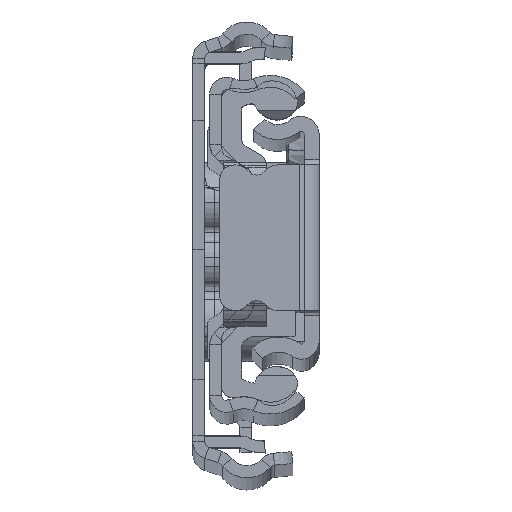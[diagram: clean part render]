
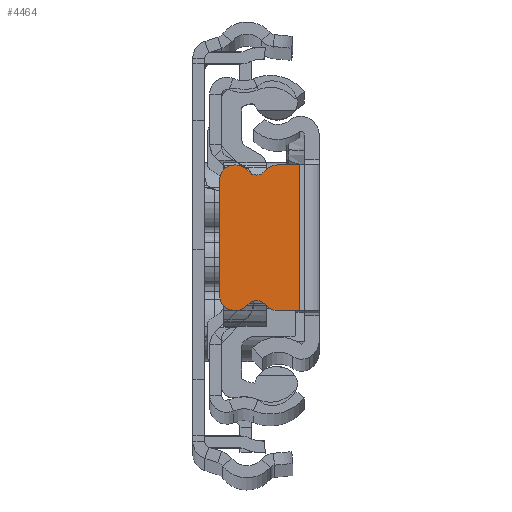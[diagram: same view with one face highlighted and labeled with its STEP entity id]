
A CAD part, top view. The second image highlights one B-rep face of the part: STEP entity #4464.
In plain terms, the highlighted planar face has unit normal (0, 0, 1).
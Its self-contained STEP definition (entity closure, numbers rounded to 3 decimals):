
#177 = DIRECTION ( 'NONE',  ( -1., 0., 0. ) ) ;
#849 = ORIENTED_EDGE ( 'NONE', *, *, #7052, .F. ) ;
#1050 = CARTESIAN_POINT ( 'NONE',  ( 0., -7.3, 0. ) ) ;
#1052 = CIRCLE ( 'NONE', #8157, 1.5 ) ;
#1350 = EDGE_CURVE ( 'NONE', #8697, #15407, #14754, .T. ) ;
#1666 = CARTESIAN_POINT ( 'NONE',  ( -5.413, -6.706, 0. ) ) ;
#1734 = DIRECTION ( 'NONE',  ( 0., 0., 1. ) ) ;
#1933 = CARTESIAN_POINT ( 'NONE',  ( -8.362, 5.8, 0. ) ) ;
#2066 = EDGE_CURVE ( 'NONE', #20502, #11456, #10979, .T. ) ;
#2166 = ORIENTED_EDGE ( 'NONE', *, *, #19064, .T. ) ;
#2373 = CARTESIAN_POINT ( 'NONE',  ( -8.5, 7.3, 0. ) ) ;
#2387 = DIRECTION ( 'NONE',  ( 0., -1., 0. ) ) ;
#2445 = CIRCLE ( 'NONE', #17512, 1.5 ) ;
#2773 = DIRECTION ( 'NONE',  ( -1., 0., 0. ) ) ;
#2818 = DIRECTION ( 'NONE',  ( 0., 0., 1. ) ) ;
#2820 = CIRCLE ( 'NONE', #17493, 1.1 ) ;
#2857 = CARTESIAN_POINT ( 'NONE',  ( -8.5, -7.3, 0. ) ) ;
#2880 = ORIENTED_EDGE ( 'NONE', *, *, #24244, .T. ) ;
#2888 = AXIS2_PLACEMENT_3D ( 'NONE', #4783, #2818, #10816 ) ;
#3341 = CARTESIAN_POINT ( 'NONE',  ( 0., 7.3, 0. ) ) ;
#3630 = DIRECTION ( 'NONE',  ( 0., 0., 1. ) ) ;
#3753 = CIRCLE ( 'NONE', #2888, 1.5 ) ;
#3797 = DIRECTION ( 'NONE',  ( -1., 0., 0. ) ) ;
#4055 = DIRECTION ( 'NONE',  ( -1., 0., 0. ) ) ;
#4170 = VECTOR ( 'NONE', #2773, 1000. ) ;
#4218 = DIRECTION ( 'NONE',  ( 1., 0., 0. ) ) ;
#4356 = CARTESIAN_POINT ( 'NONE',  ( -6.29, -7.37, 0. ) ) ;
#4464 = ADVANCED_FACE ( 'NONE', ( #24087 ), #14028, .F. ) ;
#4578 = CARTESIAN_POINT ( 'NONE',  ( -8.362, -5.8, 0. ) ) ;
#4783 = CARTESIAN_POINT ( 'NONE',  ( -8.5, -5.8, 0. ) ) ;
#5091 = ORIENTED_EDGE ( 'NONE', *, *, #2066, .T. ) ;
#5333 = CARTESIAN_POINT ( 'NONE',  ( -2., -7.3, 0. ) ) ;
#5883 = CARTESIAN_POINT ( 'NONE',  ( -4.218, 5.8, 0. ) ) ;
#5922 = EDGE_CURVE ( 'NONE', #12257, #10171, #1052, .T. ) ;
#6047 = AXIS2_PLACEMENT_3D ( 'NONE', #14332, #22458, #10283 ) ;
#6156 = CARTESIAN_POINT ( 'NONE',  ( 0., 0., 0. ) ) ;
#6174 = CARTESIAN_POINT ( 'NONE',  ( -7.167, 6.706, 0. ) ) ;
#6188 = CARTESIAN_POINT ( 'NONE',  ( 0., 7.3, 0. ) ) ;
#6224 = ORIENTED_EDGE ( 'NONE', *, *, #12054, .T. ) ;
#6492 = CIRCLE ( 'NONE', #14835, 1.5 ) ;
#7052 = EDGE_CURVE ( 'NONE', #14822, #11808, #2820, .T. ) ;
#7102 = VERTEX_POINT ( 'NONE', #10379 ) ;
#7567 = EDGE_CURVE ( 'NONE', #7102, #11808, #2445, .T. ) ;
#7777 = CARTESIAN_POINT ( 'NONE',  ( 0., -7.3, 0. ) ) ;
#8042 = VECTOR ( 'NONE', #9006, 1000. ) ;
#8155 = LINE ( 'NONE', #6188, #4170 ) ;
#8157 = AXIS2_PLACEMENT_3D ( 'NONE', #5883, #10074, #3797 ) ;
#8697 = VERTEX_POINT ( 'NONE', #6174 ) ;
#8808 = VERTEX_POINT ( 'NONE', #2373 ) ;
#8956 = VERTEX_POINT ( 'NONE', #25674 ) ;
#9006 = DIRECTION ( 'NONE',  ( 1., 0., 0. ) ) ;
#9100 = CARTESIAN_POINT ( 'NONE',  ( -2., -7.3, 0. ) ) ;
#9471 = VERTEX_POINT ( 'NONE', #11358 ) ;
#9660 = ORIENTED_EDGE ( 'NONE', *, *, #17116, .T. ) ;
#9792 = VECTOR ( 'NONE', #2387, 1000. ) ;
#10074 = DIRECTION ( 'NONE',  ( 0., 0., 1. ) ) ;
#10171 = VERTEX_POINT ( 'NONE', #20652 ) ;
#10283 = DIRECTION ( 'NONE',  ( 1., 0., 0. ) ) ;
#10379 = CARTESIAN_POINT ( 'NONE',  ( -8.362, -7.3, 0. ) ) ;
#10567 = DIRECTION ( 'NONE',  ( 0., -1., 0. ) ) ;
#10757 = DIRECTION ( 'NONE',  ( 0., 0., 1. ) ) ;
#10816 = DIRECTION ( 'NONE',  ( -1., 0., 0. ) ) ;
#10979 = LINE ( 'NONE', #1050, #8042 ) ;
#11257 = VECTOR ( 'NONE', #10567, 1000. ) ;
#11358 = CARTESIAN_POINT ( 'NONE',  ( -10., 5.8, 0. ) ) ;
#11452 = ORIENTED_EDGE ( 'NONE', *, *, #1350, .T. ) ;
#11456 = VERTEX_POINT ( 'NONE', #5333 ) ;
#11787 = DIRECTION ( 'NONE',  ( 0., 0., -1. ) ) ;
#11808 = VERTEX_POINT ( 'NONE', #20734 ) ;
#11834 = LINE ( 'NONE', #12077, #9792 ) ;
#12054 = EDGE_CURVE ( 'NONE', #15407, #8808, #8155, .T. ) ;
#12077 = CARTESIAN_POINT ( 'NONE',  ( -10., 0., 0. ) ) ;
#12257 = VERTEX_POINT ( 'NONE', #25416 ) ;
#12260 = EDGE_LOOP ( 'NONE', ( #6224, #16333, #2166, #9660, #2880, #18347, #849, #12798, #5091, #16206, #21749, #22489, #13381, #11452 ) ) ;
#12674 = AXIS2_PLACEMENT_3D ( 'NONE', #6156, #11787, #4055 ) ;
#12798 = ORIENTED_EDGE ( 'NONE', *, *, #19863, .T. ) ;
#13027 = CARTESIAN_POINT ( 'NONE',  ( -10., -5.8, 0. ) ) ;
#13381 = ORIENTED_EDGE ( 'NONE', *, *, #19656, .F. ) ;
#13790 = VECTOR ( 'NONE', #4218, 1000. ) ;
#14028 = PLANE ( 'NONE',  #12674 ) ;
#14159 = DIRECTION ( 'NONE',  ( 0., 0., 1. ) ) ;
#14332 = CARTESIAN_POINT ( 'NONE',  ( -6.29, 7.37, 0. ) ) ;
#14670 = DIRECTION ( 'NONE',  ( -1., 0., 0. ) ) ;
#14754 = CIRCLE ( 'NONE', #22712, 1.5 ) ;
#14822 = VERTEX_POINT ( 'NONE', #1666 ) ;
#14835 = AXIS2_PLACEMENT_3D ( 'NONE', #19652, #1734, #17330 ) ;
#15407 = VERTEX_POINT ( 'NONE', #19349 ) ;
#16135 = VECTOR ( 'NONE', #16844, 1000. ) ;
#16206 = ORIENTED_EDGE ( 'NONE', *, *, #17098, .F. ) ;
#16333 = ORIENTED_EDGE ( 'NONE', *, *, #22411, .T. ) ;
#16723 = LINE ( 'NONE', #9100, #11257 ) ;
#16844 = DIRECTION ( 'NONE',  ( -1., 0., 0. ) ) ;
#17097 = VERTEX_POINT ( 'NONE', #13027 ) ;
#17098 = EDGE_CURVE ( 'NONE', #8956, #11456, #16723, .T. ) ;
#17100 = LINE ( 'NONE', #3341, #16135 ) ;
#17116 = EDGE_CURVE ( 'NONE', #17097, #17912, #3753, .T. ) ;
#17330 = DIRECTION ( 'NONE',  ( -1., 0., 0. ) ) ;
#17362 = CIRCLE ( 'NONE', #6047, 1.1 ) ;
#17493 = AXIS2_PLACEMENT_3D ( 'NONE', #4356, #22171, #20208 ) ;
#17512 = AXIS2_PLACEMENT_3D ( 'NONE', #4578, #14159, #177 ) ;
#17912 = VERTEX_POINT ( 'NONE', #2857 ) ;
#18347 = ORIENTED_EDGE ( 'NONE', *, *, #7567, .T. ) ;
#19064 = EDGE_CURVE ( 'NONE', #9471, #17097, #11834, .T. ) ;
#19349 = CARTESIAN_POINT ( 'NONE',  ( -8.362, 7.3, 0. ) ) ;
#19652 = CARTESIAN_POINT ( 'NONE',  ( -4.218, -5.8, 0. ) ) ;
#19656 = EDGE_CURVE ( 'NONE', #8697, #10171, #17362, .T. ) ;
#19863 = EDGE_CURVE ( 'NONE', #14822, #20502, #6492, .T. ) ;
#20208 = DIRECTION ( 'NONE',  ( -1., 0., 0. ) ) ;
#20337 = CIRCLE ( 'NONE', #25773, 1.5 ) ;
#20502 = VERTEX_POINT ( 'NONE', #23509 ) ;
#20652 = CARTESIAN_POINT ( 'NONE',  ( -5.413, 6.706, 0. ) ) ;
#20734 = CARTESIAN_POINT ( 'NONE',  ( -7.167, -6.706, 0. ) ) ;
#21556 = EDGE_CURVE ( 'NONE', #8956, #12257, #17100, .T. ) ;
#21749 = ORIENTED_EDGE ( 'NONE', *, *, #21556, .T. ) ;
#22171 = DIRECTION ( 'NONE',  ( 0., 0., 1. ) ) ;
#22411 = EDGE_CURVE ( 'NONE', #8808, #9471, #20337, .T. ) ;
#22458 = DIRECTION ( 'NONE',  ( 0., 0., 1. ) ) ;
#22489 = ORIENTED_EDGE ( 'NONE', *, *, #5922, .T. ) ;
#22712 = AXIS2_PLACEMENT_3D ( 'NONE', #1933, #3630, #23267 ) ;
#22797 = CARTESIAN_POINT ( 'NONE',  ( -8.5, 5.8, 0. ) ) ;
#23267 = DIRECTION ( 'NONE',  ( -1., 0., 0. ) ) ;
#23509 = CARTESIAN_POINT ( 'NONE',  ( -4.218, -7.3, 0. ) ) ;
#23745 = LINE ( 'NONE', #7777, #13790 ) ;
#24087 = FACE_OUTER_BOUND ( 'NONE', #12260, .T. ) ;
#24244 = EDGE_CURVE ( 'NONE', #17912, #7102, #23745, .T. ) ;
#25416 = CARTESIAN_POINT ( 'NONE',  ( -4.218, 7.3, 0. ) ) ;
#25674 = CARTESIAN_POINT ( 'NONE',  ( -2., 7.3, 0. ) ) ;
#25773 = AXIS2_PLACEMENT_3D ( 'NONE', #22797, #10757, #14670 ) ;
